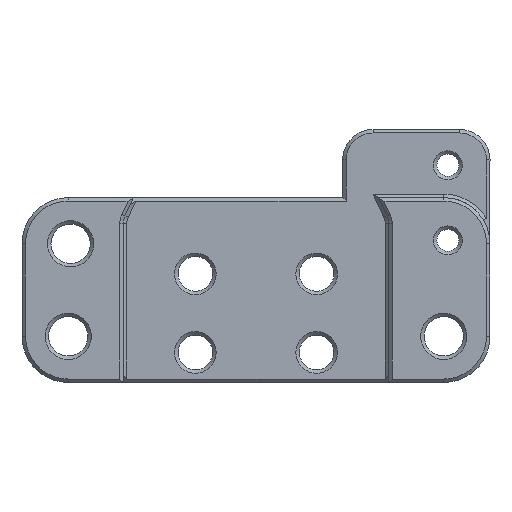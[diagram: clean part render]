
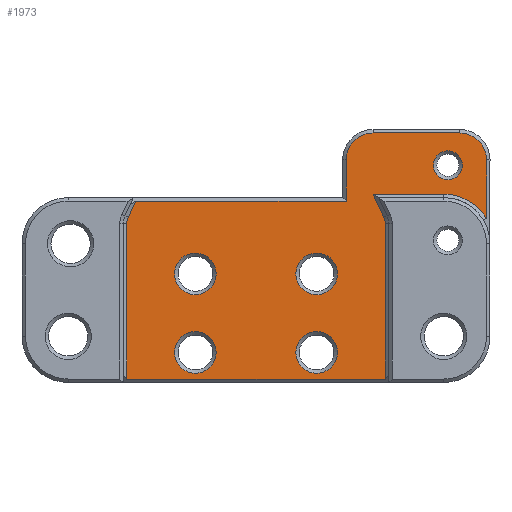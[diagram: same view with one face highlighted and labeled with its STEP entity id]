
A CAD part, front view. The second image highlights one B-rep face of the part: STEP entity #1973.
In plain terms, the highlighted planar face has unit normal (0, -1, 0).
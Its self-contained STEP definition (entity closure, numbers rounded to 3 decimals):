
#19=FACE_BOUND('',#311,.T.);
#20=FACE_BOUND('',#312,.T.);
#21=FACE_BOUND('',#313,.T.);
#22=FACE_BOUND('',#314,.T.);
#23=FACE_BOUND('',#315,.T.);
#98=PLANE('',#2168);
#190=FACE_OUTER_BOUND('',#310,.T.);
#310=EDGE_LOOP('',(#1644,#1645,#1646,#1647,#1648,#1649,#1650,#1651,#1652,
#1653,#1654,#1655,#1656,#1657,#1658));
#311=EDGE_LOOP('',(#1659));
#312=EDGE_LOOP('',(#1660));
#313=EDGE_LOOP('',(#1661));
#314=EDGE_LOOP('',(#1662));
#315=EDGE_LOOP('',(#1663));
#364=LINE('',#2865,#544);
#369=LINE('',#2875,#549);
#371=LINE('',#2883,#551);
#386=LINE('',#2919,#566);
#389=LINE('',#2930,#569);
#487=LINE('',#3257,#667);
#490=LINE('',#3262,#670);
#493=LINE('',#3270,#673);
#496=LINE('',#3277,#676);
#501=LINE('',#3285,#681);
#544=VECTOR('',#2251,10.);
#549=VECTOR('',#2258,10.);
#551=VECTOR('',#2268,10.);
#566=VECTOR('',#2301,10.);
#569=VECTOR('',#2312,10.);
#667=VECTOR('',#2626,10.);
#670=VECTOR('',#2631,10.);
#673=VECTOR('',#2640,10.);
#676=VECTOR('',#2649,10.);
#681=VECTOR('',#2660,10.);
#722=CIRCLE('',#2026,4.3);
#724=CIRCLE('',#2031,1.3);
#728=CIRCLE('',#2044,1.3);
#778=CIRCLE('',#2157,2.324);
#779=CIRCLE('',#2160,2.324);
#780=CIRCLE('',#2166,1.8);
#782=CIRCLE('',#2169,1.8);
#783=CIRCLE('',#2170,1.8);
#784=CIRCLE('',#2171,1.25);
#785=CIRCLE('',#2172,1.8);
#824=VERTEX_POINT('',#2852);
#825=VERTEX_POINT('',#2856);
#828=VERTEX_POINT('',#2864);
#829=VERTEX_POINT('',#2868);
#832=VERTEX_POINT('',#2873);
#834=VERTEX_POINT('',#2878);
#843=VERTEX_POINT('',#2912);
#846=VERTEX_POINT('',#2917);
#848=VERTEX_POINT('',#2922);
#850=VERTEX_POINT('',#2928);
#950=VERTEX_POINT('',#3256);
#951=VERTEX_POINT('',#3260);
#952=VERTEX_POINT('',#3264);
#953=VERTEX_POINT('',#3268);
#954=VERTEX_POINT('',#3273);
#955=VERTEX_POINT('',#3287);
#957=VERTEX_POINT('',#3293);
#958=VERTEX_POINT('',#3295);
#959=VERTEX_POINT('',#3297);
#960=VERTEX_POINT('',#3299);
#996=EDGE_CURVE('',#824,#825,#722,.T.);
#1000=EDGE_CURVE('',#825,#828,#364,.T.);
#1005=EDGE_CURVE('',#832,#829,#369,.T.);
#1007=EDGE_CURVE('',#834,#832,#724,.T.);
#1009=EDGE_CURVE('',#828,#834,#371,.T.);
#1027=EDGE_CURVE('',#846,#843,#386,.T.);
#1029=EDGE_CURVE('',#848,#846,#728,.T.);
#1032=EDGE_CURVE('',#850,#848,#389,.T.);
#1189=EDGE_CURVE('',#843,#950,#487,.T.);
#1192=EDGE_CURVE('',#951,#824,#490,.T.);
#1194=EDGE_CURVE('',#952,#951,#778,.T.);
#1196=EDGE_CURVE('',#953,#952,#493,.T.);
#1199=EDGE_CURVE('',#954,#953,#779,.T.);
#1200=EDGE_CURVE('',#950,#954,#496,.T.);
#1205=EDGE_CURVE('',#829,#850,#501,.T.);
#1206=EDGE_CURVE('',#955,#955,#780,.T.);
#1209=EDGE_CURVE('',#957,#957,#782,.T.);
#1210=EDGE_CURVE('',#958,#958,#783,.T.);
#1211=EDGE_CURVE('',#959,#959,#784,.T.);
#1212=EDGE_CURVE('',#960,#960,#785,.T.);
#1644=ORIENTED_EDGE('',*,*,#996,.F.);
#1645=ORIENTED_EDGE('',*,*,#1192,.F.);
#1646=ORIENTED_EDGE('',*,*,#1194,.F.);
#1647=ORIENTED_EDGE('',*,*,#1196,.F.);
#1648=ORIENTED_EDGE('',*,*,#1199,.F.);
#1649=ORIENTED_EDGE('',*,*,#1200,.F.);
#1650=ORIENTED_EDGE('',*,*,#1189,.F.);
#1651=ORIENTED_EDGE('',*,*,#1027,.F.);
#1652=ORIENTED_EDGE('',*,*,#1029,.F.);
#1653=ORIENTED_EDGE('',*,*,#1032,.F.);
#1654=ORIENTED_EDGE('',*,*,#1205,.F.);
#1655=ORIENTED_EDGE('',*,*,#1005,.F.);
#1656=ORIENTED_EDGE('',*,*,#1007,.F.);
#1657=ORIENTED_EDGE('',*,*,#1009,.F.);
#1658=ORIENTED_EDGE('',*,*,#1000,.F.);
#1659=ORIENTED_EDGE('',*,*,#1209,.F.);
#1660=ORIENTED_EDGE('',*,*,#1210,.F.);
#1661=ORIENTED_EDGE('',*,*,#1211,.F.);
#1662=ORIENTED_EDGE('',*,*,#1212,.F.);
#1663=ORIENTED_EDGE('',*,*,#1206,.F.);
#1973=ADVANCED_FACE('',(#190,#19,#20,#21,#22,#23),#98,.F.);
#2026=AXIS2_PLACEMENT_3D('',#2857,#2243,#2244);
#2031=AXIS2_PLACEMENT_3D('',#2880,#2262,#2263);
#2044=AXIS2_PLACEMENT_3D('',#2924,#2305,#2306);
#2157=AXIS2_PLACEMENT_3D('',#3266,#2635,#2636);
#2160=AXIS2_PLACEMENT_3D('',#3275,#2645,#2646);
#2166=AXIS2_PLACEMENT_3D('',#3288,#2663,#2664);
#2168=AXIS2_PLACEMENT_3D('',#3292,#2668,#2669);
#2169=AXIS2_PLACEMENT_3D('',#3294,#2670,#2671);
#2170=AXIS2_PLACEMENT_3D('',#3296,#2672,#2673);
#2171=AXIS2_PLACEMENT_3D('',#3298,#2674,#2675);
#2172=AXIS2_PLACEMENT_3D('',#3300,#2676,#2677);
#2243=DIRECTION('center_axis',(0.,-1.,0.));
#2244=DIRECTION('ref_axis',(0.707,0.,0.707));
#2251=DIRECTION('',(-1.,0.,0.));
#2258=DIRECTION('',(0.,0.,-1.));
#2262=DIRECTION('center_axis',(0.,1.,0.));
#2263=DIRECTION('ref_axis',(1.,0.,0.));
#2268=DIRECTION('',(0.422,0.,-0.907));
#2301=DIRECTION('',(0.422,0.,0.907));
#2305=DIRECTION('center_axis',(0.,1.,0.));
#2306=DIRECTION('ref_axis',(-0.907,0.,0.422));
#2312=DIRECTION('',(0.,0.,1.));
#2626=DIRECTION('',(1.,0.,0.));
#2631=DIRECTION('',(0.,0.,-1.));
#2635=DIRECTION('center_axis',(0.,1.,0.));
#2636=DIRECTION('ref_axis',(1.,0.,0.));
#2640=DIRECTION('',(1.,0.,0.));
#2645=DIRECTION('center_axis',(0.,1.,0.));
#2646=DIRECTION('ref_axis',(-1.,0.,0.));
#2649=DIRECTION('',(0.,0.,1.));
#2660=DIRECTION('',(-1.,0.,0.));
#2663=DIRECTION('center_axis',(0.,-1.,0.));
#2664=DIRECTION('ref_axis',(0.,0.,1.));
#2668=DIRECTION('center_axis',(0.,1.,0.));
#2669=DIRECTION('ref_axis',(-1.,0.,0.));
#2670=DIRECTION('center_axis',(0.,-1.,0.));
#2671=DIRECTION('ref_axis',(0.,0.,1.));
#2672=DIRECTION('center_axis',(0.,-1.,0.));
#2673=DIRECTION('ref_axis',(0.,0.,1.));
#2674=DIRECTION('center_axis',(0.,-1.,0.));
#2675=DIRECTION('ref_axis',(0.,0.,1.));
#2676=DIRECTION('center_axis',(0.,-1.,0.));
#2677=DIRECTION('ref_axis',(0.,0.,1.));
#2852=CARTESIAN_POINT('',(40.062,18.5,15.791));
#2856=CARTESIAN_POINT('',(36.362,18.5,17.9));
#2857=CARTESIAN_POINT('Origin',(36.362,18.5,13.6));
#2864=CARTESIAN_POINT('',(30.247,18.5,17.9));
#2865=CARTESIAN_POINT('',(9.987,18.5,17.9));
#2868=CARTESIAN_POINT('',(31.3,18.5,1.9));
#2873=CARTESIAN_POINT('',(31.3,18.5,15.347));
#2875=CARTESIAN_POINT('',(31.3,18.5,12.474));
#2878=CARTESIAN_POINT('',(31.179,18.5,15.895));
#2880=CARTESIAN_POINT('Origin',(30.,18.5,15.347));
#2883=CARTESIAN_POINT('',(31.032,18.5,16.212));
#2912=CARTESIAN_POINT('',(9.698,18.5,17.3));
#2917=CARTESIAN_POINT('',(9.045,18.5,15.895));
#2919=CARTESIAN_POINT('',(8.825,18.5,15.422));
#2922=CARTESIAN_POINT('',(8.924,18.5,15.347));
#2924=CARTESIAN_POINT('Origin',(10.224,18.5,15.347));
#2928=CARTESIAN_POINT('',(8.924,18.5,1.9));
#2930=CARTESIAN_POINT('',(8.924,18.5,5.6));
#3256=CARTESIAN_POINT('',(27.914,18.5,17.3));
#3257=CARTESIAN_POINT('',(9.987,18.5,17.3));
#3260=CARTESIAN_POINT('',(40.062,18.5,20.873));
#3262=CARTESIAN_POINT('',(40.062,18.5,13.6));
#3264=CARTESIAN_POINT('',(37.738,18.5,23.197));
#3266=CARTESIAN_POINT('Origin',(37.738,18.5,20.873));
#3268=CARTESIAN_POINT('',(30.238,18.5,23.197));
#3270=CARTESIAN_POINT('',(28.925,18.5,23.197));
#3273=CARTESIAN_POINT('',(27.914,18.5,20.873));
#3275=CARTESIAN_POINT('Origin',(30.238,18.5,20.873));
#3277=CARTESIAN_POINT('',(27.914,18.5,15.237));
#3285=CARTESIAN_POINT('',(30.237,18.5,1.9));
#3287=CARTESIAN_POINT('',(14.862,18.5,2.4));
#3288=CARTESIAN_POINT('Origin',(14.862,18.5,4.2));
#3292=CARTESIAN_POINT('Origin',(20.112,18.5,9.6));
#3293=CARTESIAN_POINT('',(25.362,18.5,9.2));
#3294=CARTESIAN_POINT('Origin',(25.362,18.5,11.));
#3295=CARTESIAN_POINT('',(25.362,18.5,2.4));
#3296=CARTESIAN_POINT('Origin',(25.362,18.5,4.2));
#3297=CARTESIAN_POINT('',(36.712,18.5,19.149));
#3298=CARTESIAN_POINT('Origin',(36.712,18.5,20.399));
#3299=CARTESIAN_POINT('',(14.862,18.5,9.2));
#3300=CARTESIAN_POINT('Origin',(14.862,18.5,11.));
